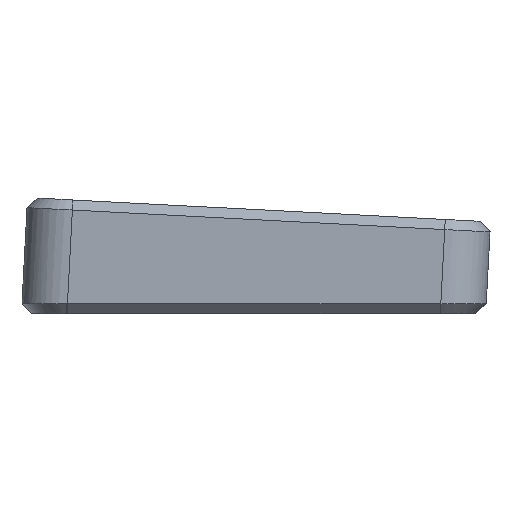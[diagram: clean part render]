
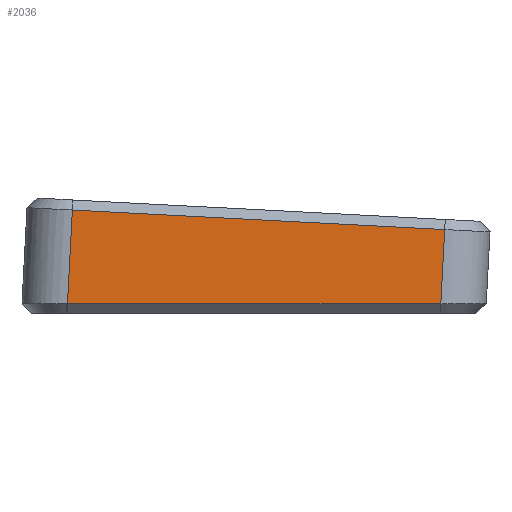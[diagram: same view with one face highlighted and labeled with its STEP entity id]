
A CAD part, left-side view. The second image highlights one B-rep face of the part: STEP entity #2036.
In plain terms, the highlighted planar face has unit normal (-1, 0, 0).
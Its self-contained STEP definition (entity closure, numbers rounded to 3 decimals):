
#37=B_SPLINE_CURVE_WITH_KNOTS('',3,(#3445,#3446,#3447,#3448),
 .UNSPECIFIED.,.F.,.F.,(4,4),(1.559,1.571),
 .UNSPECIFIED.);
#104=PLANE('',#2223);
#199=FACE_OUTER_BOUND('',#324,.T.);
#324=EDGE_LOOP('',(#1650,#1651,#1652,#1653,#1654));
#482=LINE('',#3317,#670);
#493=LINE('',#3512,#681);
#494=LINE('',#3514,#682);
#495=LINE('',#3515,#683);
#670=VECTOR('',#2646,10.);
#681=VECTOR('',#2663,10.);
#682=VECTOR('',#2664,10.);
#683=VECTOR('',#2665,10.);
#954=VERTEX_POINT('',#3310);
#957=VERTEX_POINT('',#3315);
#958=VERTEX_POINT('',#3366);
#970=VERTEX_POINT('',#3511);
#971=VERTEX_POINT('',#3513);
#1194=EDGE_CURVE('',#957,#954,#482,.T.);
#1207=EDGE_CURVE('',#958,#957,#37,.T.);
#1217=EDGE_CURVE('',#970,#958,#493,.T.);
#1218=EDGE_CURVE('',#971,#970,#494,.T.);
#1219=EDGE_CURVE('',#954,#971,#495,.T.);
#1650=ORIENTED_EDGE('',*,*,#1194,.F.);
#1651=ORIENTED_EDGE('',*,*,#1207,.F.);
#1652=ORIENTED_EDGE('',*,*,#1217,.F.);
#1653=ORIENTED_EDGE('',*,*,#1218,.F.);
#1654=ORIENTED_EDGE('',*,*,#1219,.F.);
#2036=ADVANCED_FACE('',(#199),#104,.T.);
#2223=AXIS2_PLACEMENT_3D('',#3510,#2661,#2662);
#2646=DIRECTION('',(0.,1.,0.));
#2661=DIRECTION('center_axis',(-1.,0.,0.));
#2662=DIRECTION('ref_axis',(0.,-0.999,-0.052));
#2663=DIRECTION('',(0.,0.052,-0.999));
#2664=DIRECTION('',(0.,-0.999,-0.052));
#2665=DIRECTION('',(0.,-0.052,0.999));
#3310=CARTESIAN_POINT('',(6.323,45.507,1.788));
#3315=CARTESIAN_POINT('',(6.323,-28.44,1.788));
#3317=CARTESIAN_POINT('',(6.323,31.473,1.788));
#3366=CARTESIAN_POINT('',(6.323,-28.545,1.788));
#3445=CARTESIAN_POINT('Ctrl Pts',(6.323,-28.545,1.788));
#3446=CARTESIAN_POINT('Ctrl Pts',(6.323,-28.51,1.788));
#3447=CARTESIAN_POINT('Ctrl Pts',(6.323,-28.475,1.788));
#3448=CARTESIAN_POINT('Ctrl Pts',(6.323,-28.44,1.788));
#3510=CARTESIAN_POINT('Origin',(6.323,54.36,4.815));
#3511=CARTESIAN_POINT('',(6.323,-29.316,16.511));
#3512=CARTESIAN_POINT('',(6.323,-28.476,0.473));
#3513=CARTESIAN_POINT('',(6.323,44.532,20.382));
#3514=CARTESIAN_POINT('',(6.323,30.564,19.65));
#3515=CARTESIAN_POINT('',(6.323,45.373,4.344));
